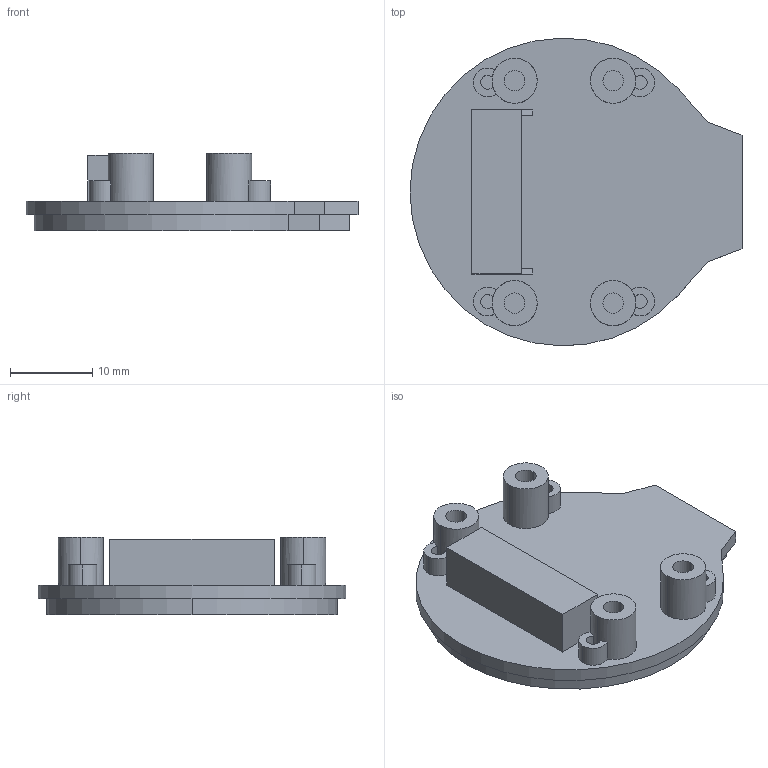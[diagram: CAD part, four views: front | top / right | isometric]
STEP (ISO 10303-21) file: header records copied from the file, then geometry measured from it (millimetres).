
FILE_DESCRIPTION (( 'STEP AP214' ), '1' );
FILE_NAME ('Round_LCD_1pt28in_JKL.STEP', '2025-08-05T17:10:32', ( '' ), ( '' ), 'SwSTEP 2.0', 'SolidWorks 2025', '' );
FILE_SCHEMA (( 'AUTOMOTIVE_DESIGN' ));
Length unit declared in the file: millimetre
Products named in the file (1): Round_LCD_1pt28in_JKL
Bounding box: 40.45 x 37.49 x 9.5 mm (x, y, z)
Volume: 5075.2 mm3; surface area: 3759.9 mm2
Topology: 1 solids, 1 shells, 78 faces, 195 edges, 130 vertices
Faces by surface type: plane 41, cylinder 37
Entity records: 2392 total; most frequent: DIRECTION 443, CARTESIAN_POINT 404, ORIENTED_EDGE 390, EDGE_CURVE 195, AXIS2_PLACEMENT_3D 169, VERTEX_POINT 130, VECTOR 105, LINE 105
